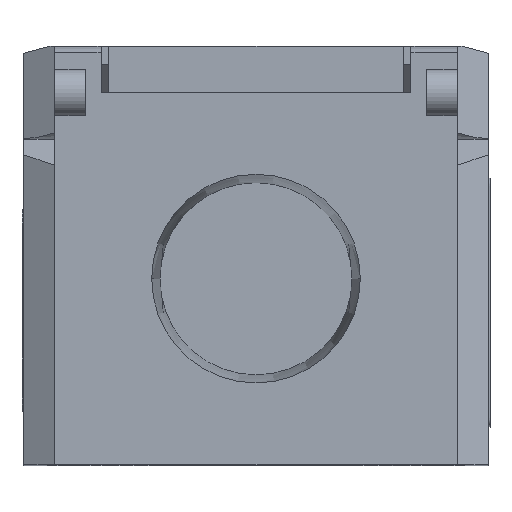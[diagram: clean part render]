
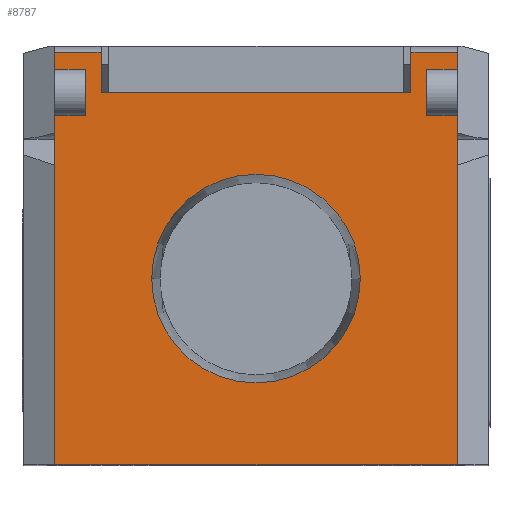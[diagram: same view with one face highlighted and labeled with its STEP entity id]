
A CAD part, top view. The second image highlights one B-rep face of the part: STEP entity #8787.
In plain terms, the highlighted planar face has unit normal (0, 0, 1).
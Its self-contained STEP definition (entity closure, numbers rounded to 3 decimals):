
#166=DIRECTION('',(1.,0.,0.));
#167=VECTOR('',#166,26.);
#168=CARTESIAN_POINT('',(-13.,0.,45.));
#169=LINE('',#168,#167);
#1028=DIRECTION('',(0.,1.,0.));
#1029=VECTOR('',#1028,2.078);
#1030=CARTESIAN_POINT('',(13.,19.323,45.));
#1031=LINE('',#1030,#1029);
#1046=DIRECTION('',(-1.,0.,0.));
#1047=VECTOR('',#1046,2.);
#1048=CARTESIAN_POINT('',(13.,25.5,45.));
#1049=LINE('',#1048,#1047);
#1050=DIRECTION('',(0.,-1.,0.));
#1051=VECTOR('',#1050,1.5);
#1052=CARTESIAN_POINT('',(11.,25.5,45.));
#1053=LINE('',#1052,#1051);
#1054=DIRECTION('',(0.,-1.,0.));
#1055=VECTOR('',#1054,1.5);
#1056=CARTESIAN_POINT('',(11.,24.,45.));
#1057=LINE('',#1056,#1055);
#1058=DIRECTION('',(0.,-1.,0.));
#1059=VECTOR('',#1058,1.098);
#1060=CARTESIAN_POINT('',(13.,22.5,45.));
#1061=LINE('',#1060,#1059);
#1062=DIRECTION('',(0.,1.,0.));
#1063=VECTOR('',#1062,19.323);
#1064=CARTESIAN_POINT('',(-13.,0.,45.));
#1065=LINE('',#1064,#1063);
#1066=DIRECTION('',(1.,0.,0.));
#1067=VECTOR('',#1066,2.);
#1068=CARTESIAN_POINT('',(-13.,22.5,45.));
#1069=LINE('',#1068,#1067);
#1070=DIRECTION('',(0.,-1.,0.));
#1071=VECTOR('',#1070,2.598);
#1072=CARTESIAN_POINT('',(-10.,26.598,45.));
#1073=LINE('',#1072,#1071);
#1074=DIRECTION('',(1.,0.,0.));
#1075=VECTOR('',#1074,20.);
#1076=CARTESIAN_POINT('',(-10.,24.,45.));
#1077=LINE('',#1076,#1075);
#1078=DIRECTION('',(0.,-1.,0.));
#1079=VECTOR('',#1078,1.098);
#1080=CARTESIAN_POINT('',(13.,26.598,45.));
#1081=LINE('',#1080,#1079);
#1082=CARTESIAN_POINT('',(0.,12.,45.));
#1083=DIRECTION('',(0.,0.,1.));
#1084=DIRECTION('',(-1.,0.,0.));
#1085=AXIS2_PLACEMENT_3D('',#1082,#1083,#1084);
#1091=CARTESIAN_POINT('',(0.,12.,45.));
#1092=DIRECTION('',(0.,0.,1.));
#1093=DIRECTION('',(1.,0.,0.));
#1094=AXIS2_PLACEMENT_3D('',#1091,#1092,#1093);
#1145=DIRECTION('',(-1.,0.,0.));
#1146=VECTOR('',#1145,3.);
#1147=CARTESIAN_POINT('',(13.,26.598,45.));
#1148=LINE('',#1147,#1146);
#1249=DIRECTION('',(-1.,0.,0.));
#1250=VECTOR('',#1249,3.);
#1251=CARTESIAN_POINT('',(-10.,26.598,45.));
#1252=LINE('',#1251,#1250);
#1266=DIRECTION('',(0.,-1.,0.));
#1267=VECTOR('',#1266,1.098);
#1268=CARTESIAN_POINT('',(-13.,26.598,45.));
#1269=LINE('',#1268,#1267);
#1270=DIRECTION('',(0.,-1.,0.));
#1271=VECTOR('',#1270,1.098);
#1272=CARTESIAN_POINT('',(-13.,22.5,45.));
#1273=LINE('',#1272,#1271);
#1291=DIRECTION('',(1.,0.,0.));
#1292=VECTOR('',#1291,2.);
#1293=CARTESIAN_POINT('',(-13.,25.5,45.));
#1294=LINE('',#1293,#1292);
#1304=DIRECTION('',(0.,-1.,0.));
#1305=VECTOR('',#1304,1.5);
#1306=CARTESIAN_POINT('',(-11.,25.5,45.));
#1307=LINE('',#1306,#1305);
#1321=DIRECTION('',(0.,-1.,0.));
#1322=VECTOR('',#1321,1.5);
#1323=CARTESIAN_POINT('',(-11.,24.,45.));
#1324=LINE('',#1323,#1322);
#1369=DIRECTION('',(0.,-1.,0.));
#1370=VECTOR('',#1369,2.078);
#1371=CARTESIAN_POINT('',(-13.,21.402,45.));
#1372=LINE('',#1371,#1370);
#1597=DIRECTION('',(0.,-1.,0.));
#1598=VECTOR('',#1597,2.598);
#1599=CARTESIAN_POINT('',(10.,26.598,45.));
#1600=LINE('',#1599,#1598);
#1636=DIRECTION('',(-1.,0.,0.));
#1637=VECTOR('',#1636,2.);
#1638=CARTESIAN_POINT('',(13.,22.5,45.));
#1639=LINE('',#1638,#1637);
#1666=DIRECTION('',(0.,1.,0.));
#1667=VECTOR('',#1666,19.323);
#1668=CARTESIAN_POINT('',(13.,0.,45.));
#1669=LINE('',#1668,#1667);
#5908=CARTESIAN_POINT('',(-13.,0.,45.));
#5909=VERTEX_POINT('',#5908);
#5910=CARTESIAN_POINT('',(13.,0.,45.));
#5911=VERTEX_POINT('',#5910);
#6264=CARTESIAN_POINT('',(13.,19.323,45.));
#6265=VERTEX_POINT('',#6264);
#6268=CARTESIAN_POINT('',(13.,21.402,45.));
#6269=VERTEX_POINT('',#6268);
#6274=CARTESIAN_POINT('',(13.,25.5,45.));
#6275=CARTESIAN_POINT('',(11.,25.5,45.));
#6276=VERTEX_POINT('',#6274);
#6277=VERTEX_POINT('',#6275);
#6278=CARTESIAN_POINT('',(11.,24.,45.));
#6279=VERTEX_POINT('',#6278);
#6280=CARTESIAN_POINT('',(11.,22.5,45.));
#6281=VERTEX_POINT('',#6280);
#6282=CARTESIAN_POINT('',(13.,22.5,45.));
#6283=VERTEX_POINT('',#6282);
#6284=CARTESIAN_POINT('',(-13.,19.323,45.));
#6285=VERTEX_POINT('',#6284);
#6286=CARTESIAN_POINT('',(-13.,21.402,45.));
#6287=VERTEX_POINT('',#6286);
#6288=CARTESIAN_POINT('',(-13.,22.5,45.));
#6289=VERTEX_POINT('',#6288);
#6290=CARTESIAN_POINT('',(-11.,22.5,45.));
#6291=VERTEX_POINT('',#6290);
#6292=CARTESIAN_POINT('',(-11.,24.,45.));
#6293=VERTEX_POINT('',#6292);
#6294=CARTESIAN_POINT('',(-11.,25.5,45.));
#6295=VERTEX_POINT('',#6294);
#6296=CARTESIAN_POINT('',(-13.,25.5,45.));
#6297=VERTEX_POINT('',#6296);
#6298=CARTESIAN_POINT('',(-13.,26.598,45.));
#6299=VERTEX_POINT('',#6298);
#6300=CARTESIAN_POINT('',(-10.,26.598,45.));
#6301=VERTEX_POINT('',#6300);
#6302=CARTESIAN_POINT('',(-10.,24.,45.));
#6303=VERTEX_POINT('',#6302);
#6304=CARTESIAN_POINT('',(10.,24.,45.));
#6305=VERTEX_POINT('',#6304);
#6306=CARTESIAN_POINT('',(10.,26.598,45.));
#6307=VERTEX_POINT('',#6306);
#6308=CARTESIAN_POINT('',(13.,26.598,45.));
#6309=VERTEX_POINT('',#6308);
#7586=CARTESIAN_POINT('',(-6.731,12.,45.));
#7587=CARTESIAN_POINT('',(6.731,12.,45.));
#7588=VERTEX_POINT('',#7586);
#7589=VERTEX_POINT('',#7587);
#8732=CARTESIAN_POINT('',(-15.,0.,45.));
#8733=DIRECTION('',(0.,0.,1.));
#8734=DIRECTION('',(1.,0.,0.));
#8735=AXIS2_PLACEMENT_3D('',#8732,#8733,#8734);
#8736=PLANE('',#8735);
#8738=ORIENTED_EDGE('',*,*,#8737,.T.);
#8740=ORIENTED_EDGE('',*,*,#8739,.T.);
#8742=ORIENTED_EDGE('',*,*,#8741,.T.);
#8744=ORIENTED_EDGE('',*,*,#8743,.F.);
#8746=ORIENTED_EDGE('',*,*,#8745,.T.);
#8747=ORIENTED_EDGE('',*,*,#8721,.F.);
#8749=ORIENTED_EDGE('',*,*,#8748,.F.);
#8750=ORIENTED_EDGE('',*,*,#7799,.F.);
#8752=ORIENTED_EDGE('',*,*,#8751,.T.);
#8754=ORIENTED_EDGE('',*,*,#8753,.F.);
#8756=ORIENTED_EDGE('',*,*,#8755,.F.);
#8758=ORIENTED_EDGE('',*,*,#8757,.T.);
#8760=ORIENTED_EDGE('',*,*,#8759,.F.);
#8762=ORIENTED_EDGE('',*,*,#8761,.F.);
#8764=ORIENTED_EDGE('',*,*,#8763,.F.);
#8766=ORIENTED_EDGE('',*,*,#8765,.F.);
#8768=ORIENTED_EDGE('',*,*,#8767,.F.);
#8770=ORIENTED_EDGE('',*,*,#8769,.T.);
#8772=ORIENTED_EDGE('',*,*,#8771,.T.);
#8774=ORIENTED_EDGE('',*,*,#8773,.F.);
#8776=ORIENTED_EDGE('',*,*,#8775,.F.);
#8778=ORIENTED_EDGE('',*,*,#8777,.T.);
#8779=EDGE_LOOP('',(#8738,#8740,#8742,#8744,#8746,#8747,#8749,#8750,#8752,#8754,
#8756,#8758,#8760,#8762,#8764,#8766,#8768,#8770,#8772,#8774,#8776,#8778));
#8780=FACE_OUTER_BOUND('',#8779,.F.);
#8782=ORIENTED_EDGE('',*,*,#8781,.T.);
#8784=ORIENTED_EDGE('',*,*,#8783,.T.);
#8785=EDGE_LOOP('',(#8782,#8784));
#8786=FACE_BOUND('',#8785,.F.);
#8787=ADVANCED_FACE('',(#8780,#8786),#8736,.T.);
#1086=CIRCLE('',#1085,6.731);
#1095=CIRCLE('',#1094,6.731);
#7799=EDGE_CURVE('',#5909,#5911,#169,.T.);
#8721=EDGE_CURVE('',#6265,#6269,#1031,.T.);
#8737=EDGE_CURVE('',#6276,#6277,#1049,.T.);
#8739=EDGE_CURVE('',#6277,#6279,#1053,.T.);
#8741=EDGE_CURVE('',#6279,#6281,#1057,.T.);
#8743=EDGE_CURVE('',#6283,#6281,#1639,.T.);
#8745=EDGE_CURVE('',#6283,#6269,#1061,.T.);
#8748=EDGE_CURVE('',#5911,#6265,#1669,.T.);
#8751=EDGE_CURVE('',#5909,#6285,#1065,.T.);
#8753=EDGE_CURVE('',#6287,#6285,#1372,.T.);
#8755=EDGE_CURVE('',#6289,#6287,#1273,.T.);
#8757=EDGE_CURVE('',#6289,#6291,#1069,.T.);
#8759=EDGE_CURVE('',#6293,#6291,#1324,.T.);
#8761=EDGE_CURVE('',#6295,#6293,#1307,.T.);
#8763=EDGE_CURVE('',#6297,#6295,#1294,.T.);
#8765=EDGE_CURVE('',#6299,#6297,#1269,.T.);
#8767=EDGE_CURVE('',#6301,#6299,#1252,.T.);
#8769=EDGE_CURVE('',#6301,#6303,#1073,.T.);
#8771=EDGE_CURVE('',#6303,#6305,#1077,.T.);
#8773=EDGE_CURVE('',#6307,#6305,#1600,.T.);
#8775=EDGE_CURVE('',#6309,#6307,#1148,.T.);
#8777=EDGE_CURVE('',#6309,#6276,#1081,.T.);
#8781=EDGE_CURVE('',#7588,#7589,#1086,.T.);
#8783=EDGE_CURVE('',#7589,#7588,#1095,.T.);
